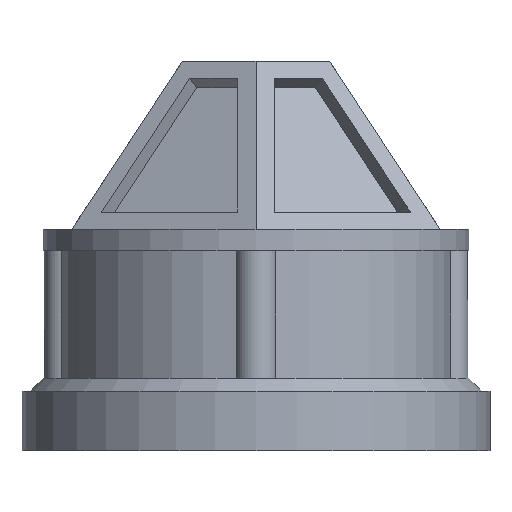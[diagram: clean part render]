
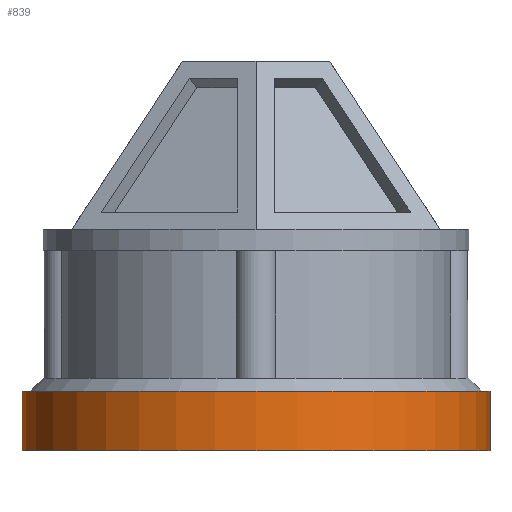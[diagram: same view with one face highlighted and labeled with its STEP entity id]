
A CAD part, front view. The second image highlights one B-rep face of the part: STEP entity #839.
In plain terms, the highlighted cylindrical face has radius 5.5 mm (diameter 11 mm), a partial arc.
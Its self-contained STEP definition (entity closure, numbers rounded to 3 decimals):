
#58 = EDGE_CURVE ( 'NONE', #407, #227, #741, .T. ) ;
#117 = DIRECTION ( 'NONE',  ( 1., 0., 0. ) ) ;
#140 = EDGE_LOOP ( 'NONE', ( #1032, #519, #225, #1456 ) ) ;
#225 = ORIENTED_EDGE ( 'NONE', *, *, #1949, .T. ) ;
#227 = VERTEX_POINT ( 'NONE', #2061 ) ;
#291 = LINE ( 'NONE', #312, #826 ) ;
#312 = CARTESIAN_POINT ( 'NONE',  ( -5.5, 0., -0.5 ) ) ;
#407 = VERTEX_POINT ( 'NONE', #1737 ) ;
#416 = CARTESIAN_POINT ( 'NONE',  ( 0., 0., 0.7 ) ) ;
#519 = ORIENTED_EDGE ( 'NONE', *, *, #1098, .T. ) ;
#567 = DIRECTION ( 'NONE',  ( 0., 0., 1. ) ) ;
#691 = AXIS2_PLACEMENT_3D ( 'NONE', #1710, #2225, #977 ) ;
#699 = AXIS2_PLACEMENT_3D ( 'NONE', #416, #1475, #946 ) ;
#740 = FACE_OUTER_BOUND ( 'NONE', #140, .T. ) ;
#741 = CIRCLE ( 'NONE', #699, 5.5 ) ;
#775 = CARTESIAN_POINT ( 'NONE',  ( -5.5, 0., -0.7 ) ) ;
#826 = VECTOR ( 'NONE', #854, 1000. ) ;
#839 = ADVANCED_FACE ( 'NONE', ( #740 ), #2065, .T. ) ;
#854 = DIRECTION ( 'NONE',  ( 0., 0., 1. ) ) ;
#946 = DIRECTION ( 'NONE',  ( 1., 0., 0. ) ) ;
#977 = DIRECTION ( 'NONE',  ( 1., 0., 0. ) ) ;
#1032 = ORIENTED_EDGE ( 'NONE', *, *, #1748, .F. ) ;
#1098 = EDGE_CURVE ( 'NONE', #2246, #2076, #2223, .T. ) ;
#1144 = VECTOR ( 'NONE', #567, 1000. ) ;
#1242 = AXIS2_PLACEMENT_3D ( 'NONE', #1817, #1494, #117 ) ;
#1284 = LINE ( 'NONE', #1976, #1144 ) ;
#1456 = ORIENTED_EDGE ( 'NONE', *, *, #58, .F. ) ;
#1475 = DIRECTION ( 'NONE',  ( 0., 0., 1. ) ) ;
#1494 = DIRECTION ( 'NONE',  ( 0., 0., 1. ) ) ;
#1509 = CARTESIAN_POINT ( 'NONE',  ( 5.5, 0., -0.7 ) ) ;
#1710 = CARTESIAN_POINT ( 'NONE',  ( 0., 0., -0.5 ) ) ;
#1737 = CARTESIAN_POINT ( 'NONE',  ( -5.5, 0., 0.7 ) ) ;
#1748 = EDGE_CURVE ( 'NONE', #2246, #407, #291, .T. ) ;
#1817 = CARTESIAN_POINT ( 'NONE',  ( 0., 0., -0.7 ) ) ;
#1949 = EDGE_CURVE ( 'NONE', #2076, #227, #1284, .T. ) ;
#1976 = CARTESIAN_POINT ( 'NONE',  ( 5.5, 0., -0.5 ) ) ;
#2061 = CARTESIAN_POINT ( 'NONE',  ( 5.5, 0., 0.7 ) ) ;
#2065 = CYLINDRICAL_SURFACE ( 'NONE', #691, 5.5 ) ;
#2076 = VERTEX_POINT ( 'NONE', #1509 ) ;
#2223 = CIRCLE ( 'NONE', #1242, 5.5 ) ;
#2225 = DIRECTION ( 'NONE',  ( 0., 0., 1. ) ) ;
#2246 = VERTEX_POINT ( 'NONE', #775 ) ;
